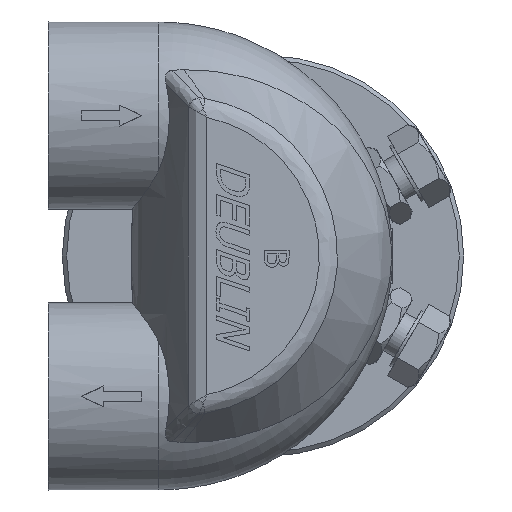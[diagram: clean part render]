
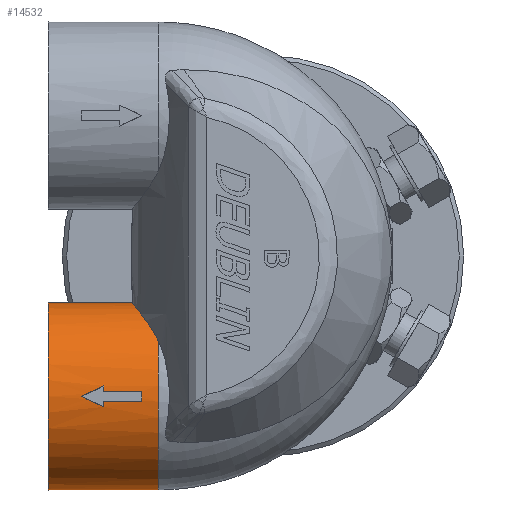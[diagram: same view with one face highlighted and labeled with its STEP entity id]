
A CAD part, left-side view. The second image highlights one B-rep face of the part: STEP entity #14532.
In plain terms, the highlighted cylindrical face has radius 17 mm (diameter 34 mm), a full revolution.
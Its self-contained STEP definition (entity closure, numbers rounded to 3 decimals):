
#454=ELLIPSE('',#15487,40.225,17.);
#455=ELLIPSE('',#15488,40.225,17.);
#518=B_SPLINE_CURVE_WITH_KNOTS('',3,(#19946,#19947,#19948,#19949,#19950,
#19951,#19952,#19953,#19954,#19955,#19956,#19957),.UNSPECIFIED.,.F.,.F.,
(4,2,2,2,2,4),(-4.946,-4.716,-4.431,-4.147,
-3.862,-3.577),.UNSPECIFIED.);
#523=B_SPLINE_CURVE_WITH_KNOTS('',3,(#20093,#20094,#20095,#20096,#20097,
#20098,#20099,#20100),.UNSPECIFIED.,.F.,.F.,(4,2,2,4),(-1.26,
-0.875,-0.541,0.),.UNSPECIFIED.);
#524=B_SPLINE_CURVE_WITH_KNOTS('',3,(#20101,#20102,#20103,#20104,#20105,
#20106,#20107,#20108,#20109,#20110,#20111,#20112,#20113,#20114),
 .UNSPECIFIED.,.F.,.F.,(4,2,2,2,2,2,4),(0.,0.044,0.088,
0.166,0.245,0.289,0.333),
 .UNSPECIFIED.);
#1115=FACE_BOUND('',#4465,.T.);
#1614=LINE('',#20091,#2582);
#1615=LINE('',#20117,#2583);
#1616=LINE('',#20127,#2584);
#2582=VECTOR('',#16703,17.);
#2583=VECTOR('',#16704,6.925);
#2584=VECTOR('',#16713,6.925);
#3505=CYLINDRICAL_SURFACE('',#15484,17.);
#3643=FACE_OUTER_BOUND('',#4464,.T.);
#4464=EDGE_LOOP('',(#9724,#9725,#9726,#9727,#9728,#9729,#9730,#9731));
#4465=EDGE_LOOP('',(#9732,#9733,#9734,#9735,#9736,#9737,#9738));
#5367=CIRCLE('',#15427,17.);
#5368=CIRCLE('',#15428,17.);
#5395=CIRCLE('',#15485,17.);
#5396=CIRCLE('',#15486,17.);
#5397=CIRCLE('',#15489,17.);
#5398=CIRCLE('',#15490,17.);
#5834=VERTEX_POINT('',#19425);
#5835=VERTEX_POINT('',#19426);
#5836=VERTEX_POINT('',#19428);
#5888=VERTEX_POINT('',#19945);
#5907=VERTEX_POINT('',#20089);
#5908=VERTEX_POINT('',#20092);
#5909=VERTEX_POINT('',#20115);
#5910=VERTEX_POINT('',#20116);
#5911=VERTEX_POINT('',#20118);
#5912=VERTEX_POINT('',#20120);
#5913=VERTEX_POINT('',#20122);
#5914=VERTEX_POINT('',#20124);
#5915=VERTEX_POINT('',#20126);
#7303=EDGE_CURVE('',#5834,#5835,#5367,.T.);
#7304=EDGE_CURVE('',#5835,#5836,#5368,.T.);
#7376=EDGE_CURVE('',#5836,#5888,#518,.T.);
#7407=EDGE_CURVE('',#5907,#5907,#5395,.T.);
#7408=EDGE_CURVE('',#5907,#5835,#1614,.T.);
#7409=EDGE_CURVE('',#5834,#5908,#523,.T.);
#7410=EDGE_CURVE('',#5908,#5888,#524,.T.);
#7411=EDGE_CURVE('',#5909,#5910,#1615,.T.);
#7412=EDGE_CURVE('',#5910,#5911,#5396,.T.);
#7413=EDGE_CURVE('',#5911,#5912,#454,.T.);
#7414=EDGE_CURVE('',#5912,#5913,#455,.T.);
#7415=EDGE_CURVE('',#5913,#5914,#5397,.T.);
#7416=EDGE_CURVE('',#5914,#5915,#1616,.T.);
#7417=EDGE_CURVE('',#5915,#5909,#5398,.T.);
#9724=ORIENTED_EDGE('',*,*,#7407,.T.);
#9725=ORIENTED_EDGE('',*,*,#7408,.T.);
#9726=ORIENTED_EDGE('',*,*,#7303,.F.);
#9727=ORIENTED_EDGE('',*,*,#7409,.T.);
#9728=ORIENTED_EDGE('',*,*,#7410,.T.);
#9729=ORIENTED_EDGE('',*,*,#7376,.F.);
#9730=ORIENTED_EDGE('',*,*,#7304,.F.);
#9731=ORIENTED_EDGE('',*,*,#7408,.F.);
#9732=ORIENTED_EDGE('',*,*,#7411,.T.);
#9733=ORIENTED_EDGE('',*,*,#7412,.T.);
#9734=ORIENTED_EDGE('',*,*,#7413,.T.);
#9735=ORIENTED_EDGE('',*,*,#7414,.T.);
#9736=ORIENTED_EDGE('',*,*,#7415,.T.);
#9737=ORIENTED_EDGE('',*,*,#7416,.T.);
#9738=ORIENTED_EDGE('',*,*,#7417,.T.);
#14532=ADVANCED_FACE('',(#3643,#1115),#3505,.T.);
#15427=AXIS2_PLACEMENT_3D('',#19427,#16548,#16549);
#15428=AXIS2_PLACEMENT_3D('',#19429,#16550,#16551);
#15484=AXIS2_PLACEMENT_3D('',#20088,#16699,#16700);
#15485=AXIS2_PLACEMENT_3D('',#20090,#16701,#16702);
#15486=AXIS2_PLACEMENT_3D('',#20119,#16705,#16706);
#15487=AXIS2_PLACEMENT_3D('',#20121,#16707,#16708);
#15488=AXIS2_PLACEMENT_3D('',#20123,#16709,#16710);
#15489=AXIS2_PLACEMENT_3D('',#20125,#16711,#16712);
#15490=AXIS2_PLACEMENT_3D('',#20128,#16714,#16715);
#16548=DIRECTION('center_axis',(0.,-1.,0.));
#16549=DIRECTION('ref_axis',(-1.,0.,0.));
#16550=DIRECTION('center_axis',(0.,-1.,0.));
#16551=DIRECTION('ref_axis',(-1.,0.,0.));
#16699=DIRECTION('center_axis',(0.,1.,0.));
#16700=DIRECTION('ref_axis',(-1.,0.,0.));
#16701=DIRECTION('center_axis',(0.,-1.,0.));
#16702=DIRECTION('ref_axis',(-1.,0.,0.));
#16703=DIRECTION('',(0.,-1.,0.));
#16704=DIRECTION('',(0.,1.,0.));
#16705=DIRECTION('center_axis',(0.,-1.,0.));
#16706=DIRECTION('ref_axis',(-1.,0.,0.));
#16707=DIRECTION('center_axis',(0.,0.423,-0.906));
#16708=DIRECTION('ref_axis',(0.,0.906,0.423));
#16709=DIRECTION('center_axis',(0.,0.423,0.906));
#16710=DIRECTION('ref_axis',(0.,-0.906,0.423));
#16711=DIRECTION('center_axis',(0.,-1.,0.));
#16712=DIRECTION('ref_axis',(-1.,0.,0.));
#16713=DIRECTION('',(0.,-1.,0.));
#16714=DIRECTION('center_axis',(0.,-1.,0.));
#16715=DIRECTION('ref_axis',(-1.,0.,0.));
#19425=CARTESIAN_POINT('',(-59.257,19.,-15.472));
#19426=CARTESIAN_POINT('',(-28.53,19.,-25.5));
#19427=CARTESIAN_POINT('Origin',(-45.53,19.,-25.5));
#19428=CARTESIAN_POINT('',(-33.169,19.,-13.829));
#19429=CARTESIAN_POINT('Origin',(-45.53,19.,-25.5));
#19945=CARTESIAN_POINT('',(-45.53,21.909,-8.5));
#19946=CARTESIAN_POINT('Ctrl Pts',(-33.169,19.,-13.829));
#19947=CARTESIAN_POINT('Ctrl Pts',(-33.67,19.386,-13.299));
#19948=CARTESIAN_POINT('Ctrl Pts',(-34.214,19.72,-12.793));
#19949=CARTESIAN_POINT('Ctrl Pts',(-35.451,20.344,-11.781));
#19950=CARTESIAN_POINT('Ctrl Pts',(-36.22,20.643,-11.243));
#19951=CARTESIAN_POINT('Ctrl Pts',(-37.889,21.138,-10.283));
#19952=CARTESIAN_POINT('Ctrl Pts',(-38.79,21.334,-9.861));
#19953=CARTESIAN_POINT('Ctrl Pts',(-40.665,21.636,-9.181));
#19954=CARTESIAN_POINT('Ctrl Pts',(-41.64,21.742,-8.921));
#19955=CARTESIAN_POINT('Ctrl Pts',(-43.598,21.878,-8.581));
#19956=CARTESIAN_POINT('Ctrl Pts',(-44.581,21.909,-8.5));
#19957=CARTESIAN_POINT('Ctrl Pts',(-45.53,21.909,-8.5));
#20088=CARTESIAN_POINT('Origin',(-45.53,19.,-25.5));
#20089=CARTESIAN_POINT('',(-28.53,39.,-25.5));
#20090=CARTESIAN_POINT('Origin',(-45.53,39.,-25.5));
#20091=CARTESIAN_POINT('',(-28.53,19.,-25.5));
#20092=CARTESIAN_POINT('',(-47.837,23.743,-8.657));
#20093=CARTESIAN_POINT('Ctrl Pts',(-59.257,19.,-15.472));
#20094=CARTESIAN_POINT('Ctrl Pts',(-58.193,19.679,-14.016));
#20095=CARTESIAN_POINT('Ctrl Pts',(-56.999,20.454,-12.863));
#20096=CARTESIAN_POINT('Ctrl Pts',(-54.77,21.685,-11.171));
#20097=CARTESIAN_POINT('Ctrl Pts',(-53.785,22.119,-10.601));
#20098=CARTESIAN_POINT('Ctrl Pts',(-51.281,23.021,-9.41));
#20099=CARTESIAN_POINT('Ctrl Pts',(-49.603,23.468,-8.899));
#20100=CARTESIAN_POINT('Ctrl Pts',(-47.837,23.743,-8.657));
#20101=CARTESIAN_POINT('Ctrl Pts',(-47.837,23.743,-8.657));
#20102=CARTESIAN_POINT('Ctrl Pts',(-47.692,23.765,-8.637));
#20103=CARTESIAN_POINT('Ctrl Pts',(-47.545,23.772,-8.619));
#20104=CARTESIAN_POINT('Ctrl Pts',(-47.255,23.753,-8.587));
#20105=CARTESIAN_POINT('Ctrl Pts',(-47.111,23.729,-8.573));
#20106=CARTESIAN_POINT('Ctrl Pts',(-46.722,23.617,-8.54));
#20107=CARTESIAN_POINT('Ctrl Pts',(-46.488,23.497,-8.526));
#20108=CARTESIAN_POINT('Ctrl Pts',(-46.08,23.173,-8.508));
#20109=CARTESIAN_POINT('Ctrl Pts',(-45.909,22.974,-8.504));
#20110=CARTESIAN_POINT('Ctrl Pts',(-45.71,22.619,-8.501));
#20111=CARTESIAN_POINT('Ctrl Pts',(-45.652,22.484,-8.5));
#20112=CARTESIAN_POINT('Ctrl Pts',(-45.567,22.202,-8.5));
#20113=CARTESIAN_POINT('Ctrl Pts',(-45.54,22.056,-8.5));
#20114=CARTESIAN_POINT('Ctrl Pts',(-45.53,21.909,-8.5));
#20115=CARTESIAN_POINT('',(-62.506,22.,-26.4));
#20116=CARTESIAN_POINT('',(-62.506,28.925,-26.4));
#20117=CARTESIAN_POINT('',(-62.506,22.,-26.4));
#20118=CARTESIAN_POINT('',(-62.423,28.925,-27.4));
#20119=CARTESIAN_POINT('Origin',(-45.53,28.925,-25.5));
#20120=CARTESIAN_POINT('',(-62.53,33.,-25.5));
#20121=CARTESIAN_POINT('Origin',(-45.53,33.,-25.5));
#20122=CARTESIAN_POINT('',(-62.423,28.925,-23.6));
#20123=CARTESIAN_POINT('Origin',(-45.53,33.,-25.5));
#20124=CARTESIAN_POINT('',(-62.506,28.925,-24.6));
#20125=CARTESIAN_POINT('Origin',(-45.53,28.925,-25.5));
#20126=CARTESIAN_POINT('',(-62.506,22.,-24.6));
#20127=CARTESIAN_POINT('',(-62.506,28.925,-24.6));
#20128=CARTESIAN_POINT('Origin',(-45.53,22.,-25.5));
